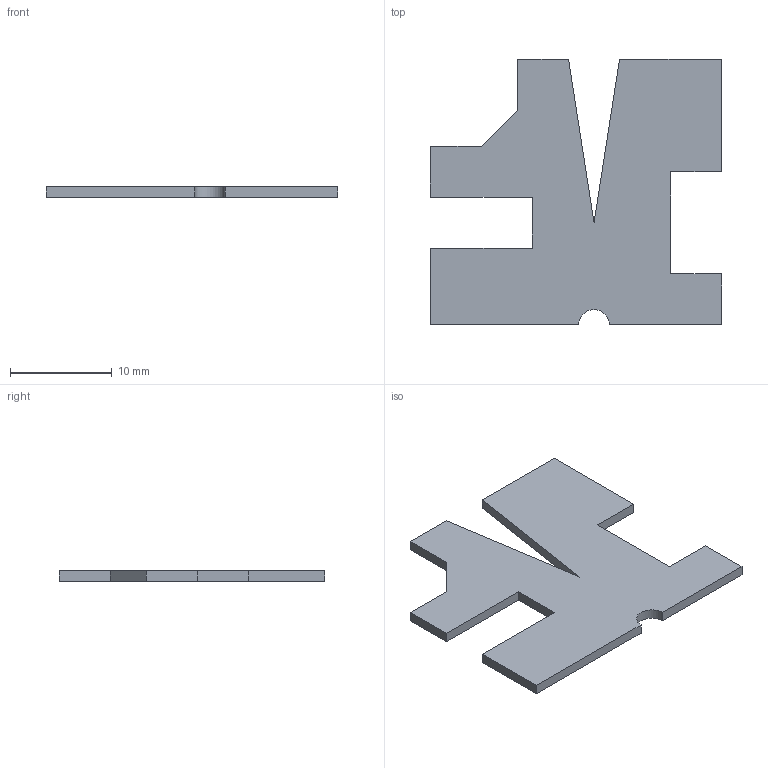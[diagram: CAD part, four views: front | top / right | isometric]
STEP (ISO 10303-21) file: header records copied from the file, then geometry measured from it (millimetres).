
FILE_DESCRIPTION(('FreeCAD Model'),'2;1');
FILE_NAME('DogBone.step', '2019-03-25T19:30:01',(''),(''),'Open CASCADE STEP processor 7.1', 'FreeCAD','Unknown');
FILE_SCHEMA(('AUTOMOTIVE_DESIGN { 1 0 10303 214 1 1 1 1 }'));
Length unit declared in the file: millimetre
Products named in the file (1): DogBone
Bounding box: 28.54 x 26.04 x 1 mm (x, y, z)
Volume: 532.7 mm3; surface area: 1231.7 mm2
Topology: 1 solids, 1 shells, 22 faces, 60 edges, 40 vertices
Faces by surface type: plane 21, cylinder 1
Entity records: 1493 total; most frequent: CARTESIAN_POINT 255, DIRECTION 226, LINE 176, VECTOR 176, ORIENTED_EDGE 120, PCURVE 120, DEFINITIONAL_REPRESENTATION 120, EDGE_CURVE 60
